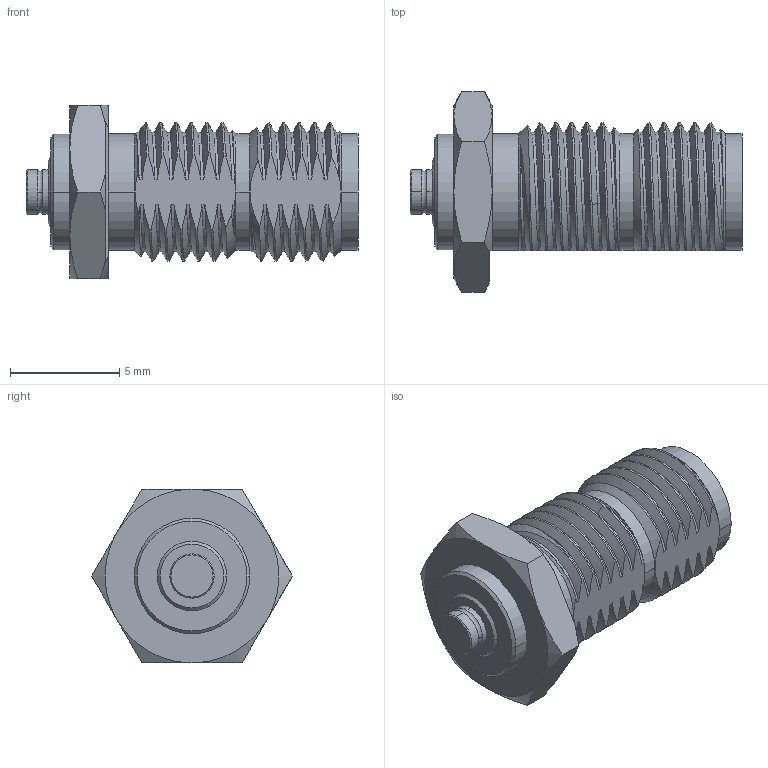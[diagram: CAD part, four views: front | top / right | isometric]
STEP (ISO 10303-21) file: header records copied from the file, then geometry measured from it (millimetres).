
FILE_DESCRIPTION((''),'2;1');
FILE_NAME('901-10175_SW0001','2007-11-29T',('mhoyack'),(''),'PRO/ENGINEER BY PARAMETRIC TECHNOLOGY CORPORATION, 2005030','PRO/ENGINEER BY PARAMETRIC TECHNOLOGY CORPORATION, 2005030','');
FILE_SCHEMA(('CONFIG_CONTROL_DESIGN'));
Length unit declared in the file: millimetre
Products named in the file (1): 901-10175_SW0001
Bounding box: 15.19 x 9.18 x 7.95 mm (x, y, z)
Surface area: 524.8 mm2 (no closed solid volume)
Topology: 0 solids, 5 shells, 119 faces, 311 edges, 198 vertices
Faces by surface type: bspline 50, cone 28, cylinder 23, plane 16, torus 2
Entity records: 16689 total; most frequent: CARTESIAN_POINT 14164, ORIENTED_EDGE 614, DIRECTION 349, EDGE_CURVE 311, VERTEX_POINT 198, B_SPLINE_CURVE_WITH_KNOTS 161, AXIS2_PLACEMENT_3D 130, EDGE_LOOP 119
